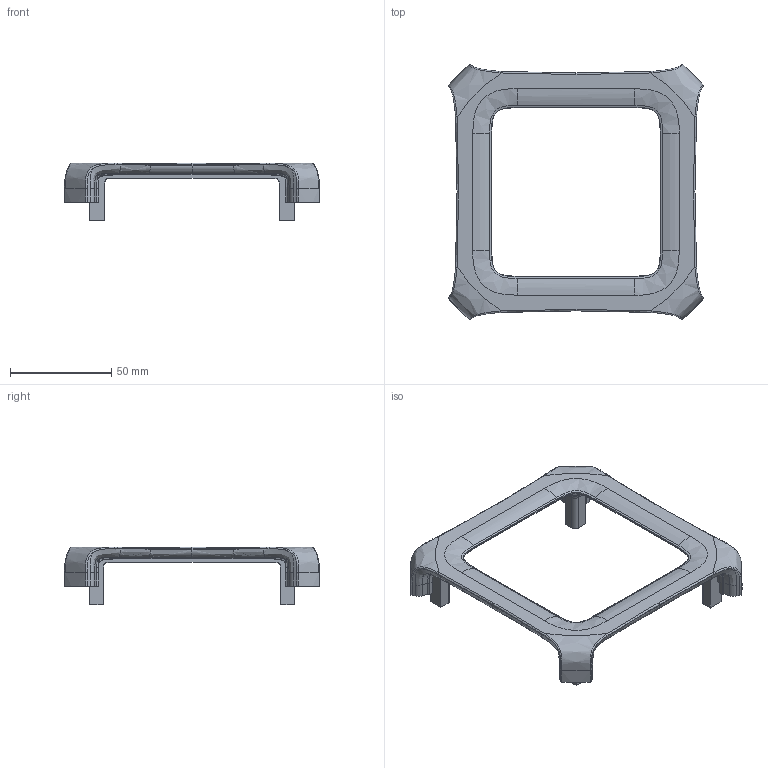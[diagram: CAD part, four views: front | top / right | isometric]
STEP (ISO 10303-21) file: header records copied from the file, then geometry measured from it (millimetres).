
FILE_DESCRIPTION(/* description */ (''),/* implementation_level */ '2;1');
FILE_NAME(/* name */ '2022-09-07_Sanworks_Top v1_0.step',/* time_stamp */ '2022-09-07T13:57:54-04:00',/* author */ (''),/* organization */ (''),/* preprocessor_version */ 'ST-DEVELOPER v19',/* originating_system */ 'Autodesk Translation Framework v11.7.0.108',/* authorisation */ '');
FILE_SCHEMA (('AUTOMOTIVE_DESIGN { 1 0 10303 214 3 1 1 }'));
Products named in the file (1): 2022-09-07_Sanworks_Top
Bounding box: 126.21 x 126.21 x 28.67 mm (x, y, z)
Volume: 41526.1 mm3; surface area: 26757.6 mm2
Topology: 1 solids, 1 shells, 503 faces, 1335 edges, 835 vertices
Faces by surface type: bspline 258, plane 186, cylinder 59
Full cylindrical faces by diameter (mm): 3.454 x4, 3.762 x4
Entity records: 45140 total; most frequent: CARTESIAN_POINT 34401, ORIENTED_EDGE 2656, DIRECTION 1511, EDGE_CURVE 1328, VERTEX_POINT 835, LINE 635, VECTOR 635, EDGE_LOOP 521
